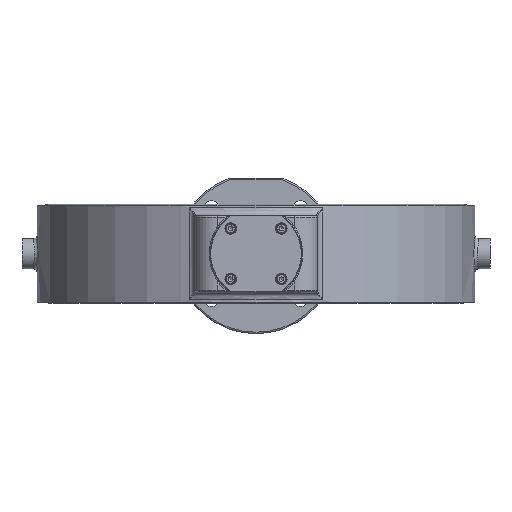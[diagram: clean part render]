
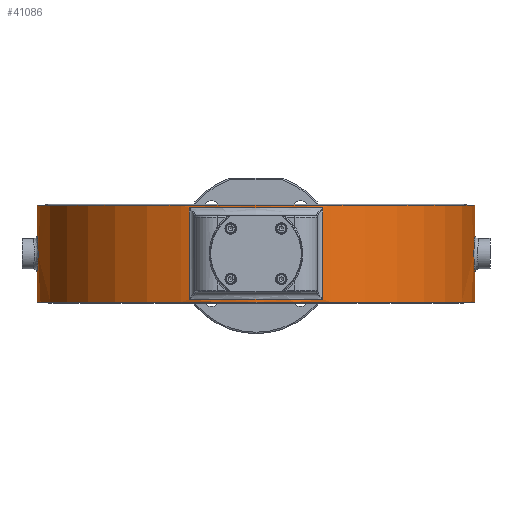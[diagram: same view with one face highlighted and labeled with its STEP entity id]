
A CAD part, front view. The second image highlights one B-rep face of the part: STEP entity #41086.
In plain terms, the highlighted cylindrical face has radius 287 mm (diameter 574 mm), a full revolution.
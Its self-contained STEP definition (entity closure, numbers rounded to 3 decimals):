
#36416=CARTESIAN_POINT('',(-87.783,273.246,60.0));
#36417=VERTEX_POINT('',#36416);
#36431=CARTESIAN_POINT('',(87.783,273.246,60.0));
#36432=VERTEX_POINT('',#36431);
#36433=CARTESIAN_POINT('',(0.0,0.0,60.0));
#36434=DIRECTION('',(0.0,0.0,-1.0));
#36435=DIRECTION('',(0.0,1.0,0.0));
#36436=AXIS2_PLACEMENT_3D('',#36433,#36434,#36435);
#36437=CIRCLE('',#36436,287.0);
#36438=EDGE_CURVE('',#36417,#36432,#36437,.T.);
#36463=CARTESIAN_POINT('',(87.783,-273.246,-60.0));
#36464=VERTEX_POINT('',#36463);
#36480=CARTESIAN_POINT('',(87.783,-273.246,60.0));
#36481=VERTEX_POINT('',#36480);
#36482=CARTESIAN_POINT('',(87.783,-273.246,-60.0));
#36483=DIRECTION('',(0.0,0.0,1.0));
#36484=VECTOR('',#36483,120.0);
#36485=LINE('',#36482,#36484);
#36486=EDGE_CURVE('',#36464,#36481,#36485,.T.);
#37525=CARTESIAN_POINT('',(-87.783,273.246,-60.0));
#37526=VERTEX_POINT('',#37525);
#37542=CARTESIAN_POINT('',(-87.783,273.246,-60.0));
#37543=DIRECTION('',(0.0,0.0,1.0));
#37544=VECTOR('',#37543,120.0);
#37545=LINE('',#37542,#37544);
#37546=EDGE_CURVE('',#37526,#36417,#37545,.T.);
#38105=CARTESIAN_POINT('',(87.783,273.246,-60.0));
#38106=VERTEX_POINT('',#38105);
#38253=CARTESIAN_POINT('',(87.783,273.246,60.0));
#38254=DIRECTION('',(0.0,0.0,-1.0));
#38255=VECTOR('',#38254,120.0);
#38256=LINE('',#38253,#38255);
#38257=EDGE_CURVE('',#36432,#38106,#38256,.T.);
#39339=CARTESIAN_POINT('',(-87.783,-273.246,60.0));
#39340=VERTEX_POINT('',#39339);
#39386=CARTESIAN_POINT('',(0.0,0.0,60.0));
#39387=DIRECTION('',(0.0,0.0,-1.0));
#39388=DIRECTION('',(0.0,-1.0,0.0));
#39389=AXIS2_PLACEMENT_3D('',#39386,#39387,#39388);
#39390=CIRCLE('',#39389,287.0);
#39391=EDGE_CURVE('',#36481,#39340,#39390,.T.);
#39403=CARTESIAN_POINT('',(-87.783,-273.246,-60.0));
#39404=VERTEX_POINT('',#39403);
#39443=CARTESIAN_POINT('',(-87.783,-273.246,60.0));
#39444=DIRECTION('',(0.0,0.0,-1.0));
#39445=VECTOR('',#39444,120.0);
#39446=LINE('',#39443,#39445);
#39447=EDGE_CURVE('',#39340,#39404,#39446,.T.);
#40930=CARTESIAN_POINT('',(-285.946,-24.572,0.0));
#40931=VERTEX_POINT('',#40930);
#40963=CARTESIAN_POINT('',(-285.946,-24.571,0.006));
#40964=CARTESIAN_POINT('',(-285.946,-24.57,3.727));
#40965=CARTESIAN_POINT('',(-286.095,-22.924,11.157));
#40966=CARTESIAN_POINT('',(-286.607,-15.865,20.194));
#40967=CARTESIAN_POINT('',(-287.016,-5.706,25.193));
#40968=CARTESIAN_POINT('',(-287.016,5.635,25.212));
#40969=CARTESIAN_POINT('',(-286.611,15.813,20.229));
#40970=CARTESIAN_POINT('',(-286.037,23.679,10.255));
#40971=CARTESIAN_POINT('',(-285.87,25.415,-1.35));
#40972=CARTESIAN_POINT('',(-286.125,22.472,-10.992));
#40973=CARTESIAN_POINT('',(-286.535,16.909,-19.346));
#40974=CARTESIAN_POINT('',(-287.018,6.935,-25.217));
#40975=CARTESIAN_POINT('',(-287.015,-5.648,-25.2));
#40976=CARTESIAN_POINT('',(-286.609,-15.837,-20.227));
#40977=CARTESIAN_POINT('',(-286.183,-21.718,-12.71));
#40978=CARTESIAN_POINT('',(-285.983,-24.153,-5.623));
#40979=CARTESIAN_POINT('',(-285.946,-24.572,-1.855));
#40980=CARTESIAN_POINT('',(-285.946,-24.571,0.006));
#40981=B_SPLINE_CURVE_WITH_KNOTS('',3,(#40963,#40964,#40965,#40966,#40967,#40968,#40969,#40970,#40971,#40972,#40973,#40974,#40975,#40976,#40977,#40978,#40979,#40980),.UNSPECIFIED.,.T.,.U.,(4,1,1,1,1,1,1,1,1,1,1,1,1,1,1,4),(-12.058,-11.197,-10.336,-9.474,-8.613,-7.752,-6.89,-5.742,-5.168,-4.594,-3.445,-2.584,-1.723,-0.861,-0.431,0.0),.UNSPECIFIED.);
#40982=EDGE_CURVE('',#40931,#40931,#40981,.T.);
#41007=CARTESIAN_POINT('',(0.0,0.0,0.0));
#41008=DIRECTION('',(0.0,0.0,1.0));
#41009=DIRECTION('',(-1.0,0.0,0.0));
#41010=AXIS2_PLACEMENT_3D('',#41007,#41008,#41009);
#41011=CYLINDRICAL_SURFACE('',#41010,287.0);
#41012=CARTESIAN_POINT('',(287.0,0.,-63.5));
#41013=VERTEX_POINT('',#41012);
#41014=CARTESIAN_POINT('',(0.0,0.0,-63.5));
#41015=DIRECTION('',(0.0,0.0,1.0));
#41016=DIRECTION('',(-1.0,0.0,0.0));
#41017=AXIS2_PLACEMENT_3D('',#41014,#41015,#41016);
#41018=CIRCLE('',#41017,287.0);
#41019=EDGE_CURVE('',#41013,#41013,#41018,.T.);
#41020=ORIENTED_EDGE('',*,*,#41019,.T.);
#41021=EDGE_LOOP('',(#41020));
#41022=FACE_OUTER_BOUND('',#41021,.T.);
#41023=CARTESIAN_POINT('',(0.0,0.0,-60.0));
#41024=DIRECTION('',(0.0,0.0,1.0));
#41025=DIRECTION('',(0.0,1.0,0.0));
#41026=AXIS2_PLACEMENT_3D('',#41023,#41024,#41025);
#41027=CIRCLE('',#41026,287.0);
#41028=EDGE_CURVE('',#38106,#37526,#41027,.T.);
#41029=ORIENTED_EDGE('',*,*,#41028,.F.);
#41030=ORIENTED_EDGE('',*,*,#38257,.F.);
#41031=ORIENTED_EDGE('',*,*,#36438,.F.);
#41032=ORIENTED_EDGE('',*,*,#37546,.F.);
#41033=EDGE_LOOP('',(#41029,#41030,#41031,#41032));
#41034=FACE_BOUND('',#41033,.T.);
#41035=CARTESIAN_POINT('',(285.946,-24.572,0.0));
#41036=VERTEX_POINT('',#41035);
#41037=CARTESIAN_POINT('',(285.946,-24.571,-0.006));
#41038=CARTESIAN_POINT('',(285.946,-24.57,-3.727));
#41039=CARTESIAN_POINT('',(286.095,-22.924,-11.157));
#41040=CARTESIAN_POINT('',(286.607,-15.865,-20.194));
#41041=CARTESIAN_POINT('',(287.016,-5.706,-25.193));
#41042=CARTESIAN_POINT('',(287.016,5.635,-25.212));
#41043=CARTESIAN_POINT('',(286.611,15.813,-20.229));
#41044=CARTESIAN_POINT('',(286.037,23.679,-10.255));
#41045=CARTESIAN_POINT('',(285.87,25.415,1.35));
#41046=CARTESIAN_POINT('',(286.125,22.472,10.992));
#41047=CARTESIAN_POINT('',(286.535,16.909,19.346));
#41048=CARTESIAN_POINT('',(287.018,6.935,25.217));
#41049=CARTESIAN_POINT('',(287.015,-5.648,25.2));
#41050=CARTESIAN_POINT('',(286.609,-15.837,20.227));
#41051=CARTESIAN_POINT('',(286.183,-21.718,12.71));
#41052=CARTESIAN_POINT('',(285.983,-24.153,5.623));
#41053=CARTESIAN_POINT('',(285.946,-24.572,1.855));
#41054=CARTESIAN_POINT('',(285.946,-24.571,-0.006));
#41055=B_SPLINE_CURVE_WITH_KNOTS('',3,(#41037,#41038,#41039,#41040,#41041,#41042,#41043,#41044,#41045,#41046,#41047,#41048,#41049,#41050,#41051,#41052,#41053,#41054),.UNSPECIFIED.,.T.,.U.,(4,1,1,1,1,1,1,1,1,1,1,1,1,1,1,4),(-12.058,-11.197,-10.336,-9.474,-8.613,-7.752,-6.89,-5.742,-5.168,-4.594,-3.445,-2.584,-1.723,-0.861,-0.431,0.0),.UNSPECIFIED.);
#41056=EDGE_CURVE('',#41036,#41036,#41055,.T.);
#41057=ORIENTED_EDGE('',*,*,#41056,.F.);
#41058=EDGE_LOOP('',(#41057));
#41059=FACE_BOUND('',#41058,.T.);
#41060=ORIENTED_EDGE('',*,*,#40982,.F.);
#41061=EDGE_LOOP('',(#41060));
#41062=FACE_BOUND('',#41061,.T.);
#41063=CARTESIAN_POINT('',(287.0,0.,63.5));
#41064=VERTEX_POINT('',#41063);
#41065=CARTESIAN_POINT('',(0.0,0.0,63.5));
#41066=DIRECTION('',(0.0,0.0,-1.0));
#41067=DIRECTION('',(-1.0,0.0,0.0));
#41068=AXIS2_PLACEMENT_3D('',#41065,#41066,#41067);
#41069=CIRCLE('',#41068,287.0);
#41070=EDGE_CURVE('',#41064,#41064,#41069,.T.);
#41071=ORIENTED_EDGE('',*,*,#41070,.T.);
#41072=EDGE_LOOP('',(#41071));
#41073=FACE_BOUND('',#41072,.T.);
#41074=CARTESIAN_POINT('',(0.0,0.0,-60.0));
#41075=DIRECTION('',(0.0,0.0,1.0));
#41076=DIRECTION('',(0.0,-1.0,0.0));
#41077=AXIS2_PLACEMENT_3D('',#41074,#41075,#41076);
#41078=CIRCLE('',#41077,287.0);
#41079=EDGE_CURVE('',#39404,#36464,#41078,.T.);
#41080=ORIENTED_EDGE('',*,*,#41079,.F.);
#41081=ORIENTED_EDGE('',*,*,#39447,.F.);
#41082=ORIENTED_EDGE('',*,*,#39391,.F.);
#41083=ORIENTED_EDGE('',*,*,#36486,.F.);
#41084=EDGE_LOOP('',(#41080,#41081,#41082,#41083));
#41085=FACE_BOUND('',#41084,.T.);
#41086=ADVANCED_FACE('',(#41022,#41034,#41059,#41062,#41073,#41085),#41011,.T.);
